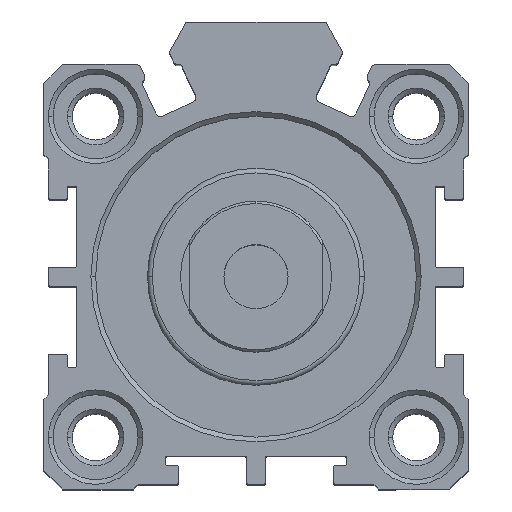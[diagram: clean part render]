
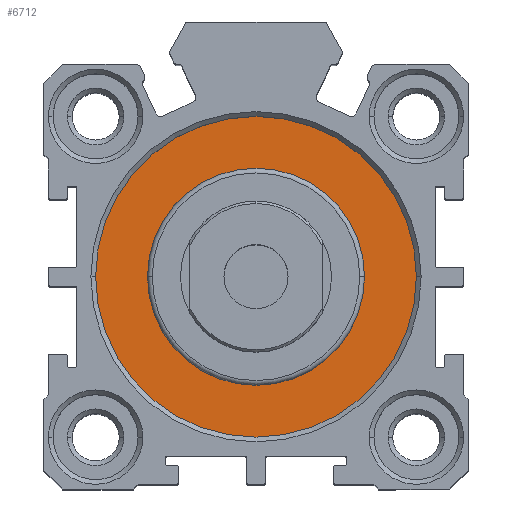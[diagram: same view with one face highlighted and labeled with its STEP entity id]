
A CAD part, top view. The second image highlights one B-rep face of the part: STEP entity #6712.
In plain terms, the highlighted planar face has unit normal (0, 0, 1).
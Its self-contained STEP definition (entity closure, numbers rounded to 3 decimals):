
#114 = EDGE_LOOP ( 'NONE', ( #871, #2955 ) ) ;
#302 = AXIS2_PLACEMENT_3D ( 'NONE', #6887, #3177, #7507 ) ;
#343 = EDGE_CURVE ( 'NONE', #3682, #2440, #6216, .T. ) ;
#456 = CARTESIAN_POINT ( 'NONE',  ( -11.5, 0., 25.9 ) ) ;
#469 = AXIS2_PLACEMENT_3D ( 'NONE', #4246, #553, #4866 ) ;
#553 = DIRECTION ( 'NONE',  ( 0., 0., 1. ) ) ;
#860 = VERTEX_POINT ( 'NONE', #1340 ) ;
#871 = ORIENTED_EDGE ( 'NONE', *, *, #343, .T. ) ;
#1194 = FACE_OUTER_BOUND ( 'NONE', #114, .T. ) ;
#1319 = AXIS2_PLACEMENT_3D ( 'NONE', #1414, #5756, #2034 ) ;
#1340 = CARTESIAN_POINT ( 'NONE',  ( 11.5, 0., 25.9 ) ) ;
#1414 = CARTESIAN_POINT ( 'NONE',  ( 0., 0., 25.9 ) ) ;
#1580 = DIRECTION ( 'NONE',  ( 0., 0., 1. ) ) ;
#1926 = EDGE_CURVE ( 'NONE', #6107, #860, #7284, .T. ) ;
#2034 = DIRECTION ( 'NONE',  ( 1., 0., 0. ) ) ;
#2440 = VERTEX_POINT ( 'NONE', #7719 ) ;
#2817 = EDGE_LOOP ( 'NONE', ( #6824, #2898 ) ) ;
#2898 = ORIENTED_EDGE ( 'NONE', *, *, #4431, .F. ) ;
#2955 = ORIENTED_EDGE ( 'NONE', *, *, #5011, .T. ) ;
#2994 = DIRECTION ( 'NONE',  ( 0., 0., 1. ) ) ;
#3177 = DIRECTION ( 'NONE',  ( 0., 0., 1. ) ) ;
#3682 = VERTEX_POINT ( 'NONE', #5452 ) ;
#4246 = CARTESIAN_POINT ( 'NONE',  ( 0., 0., 25.9 ) ) ;
#4431 = EDGE_CURVE ( 'NONE', #860, #6107, #7527, .T. ) ;
#4656 = CARTESIAN_POINT ( 'NONE',  ( 0., 0., 25.9 ) ) ;
#4866 = DIRECTION ( 'NONE',  ( 1., 0., 0. ) ) ;
#5011 = EDGE_CURVE ( 'NONE', #2440, #3682, #7038, .T. ) ;
#5287 = PLANE ( 'NONE',  #7892 ) ;
#5452 = CARTESIAN_POINT ( 'NONE',  ( 17., 0., 25.9 ) ) ;
#5532 = AXIS2_PLACEMENT_3D ( 'NONE', #6717, #2994, #7343 ) ;
#5756 = DIRECTION ( 'NONE',  ( 0., 0., 1. ) ) ;
#5917 = DIRECTION ( 'NONE',  ( 1., 0., 0. ) ) ;
#6107 = VERTEX_POINT ( 'NONE', #456 ) ;
#6135 = FACE_BOUND ( 'NONE', #2817, .T. ) ;
#6216 = CIRCLE ( 'NONE', #302, 17. ) ;
#6712 = ADVANCED_FACE ( 'NONE', ( #6135, #1194 ), #5287, .T. ) ;
#6717 = CARTESIAN_POINT ( 'NONE',  ( 0., 0., 25.9 ) ) ;
#6824 = ORIENTED_EDGE ( 'NONE', *, *, #1926, .F. ) ;
#6887 = CARTESIAN_POINT ( 'NONE',  ( 0., 0., 25.9 ) ) ;
#7038 = CIRCLE ( 'NONE', #1319, 17. ) ;
#7284 = CIRCLE ( 'NONE', #469, 11.5 ) ;
#7343 = DIRECTION ( 'NONE',  ( 1., 0., 0. ) ) ;
#7507 = DIRECTION ( 'NONE',  ( 1., 0., 0. ) ) ;
#7527 = CIRCLE ( 'NONE', #5532, 11.5 ) ;
#7719 = CARTESIAN_POINT ( 'NONE',  ( -17., 0., 25.9 ) ) ;
#7892 = AXIS2_PLACEMENT_3D ( 'NONE', #4656, #1580, #5917 ) ;
